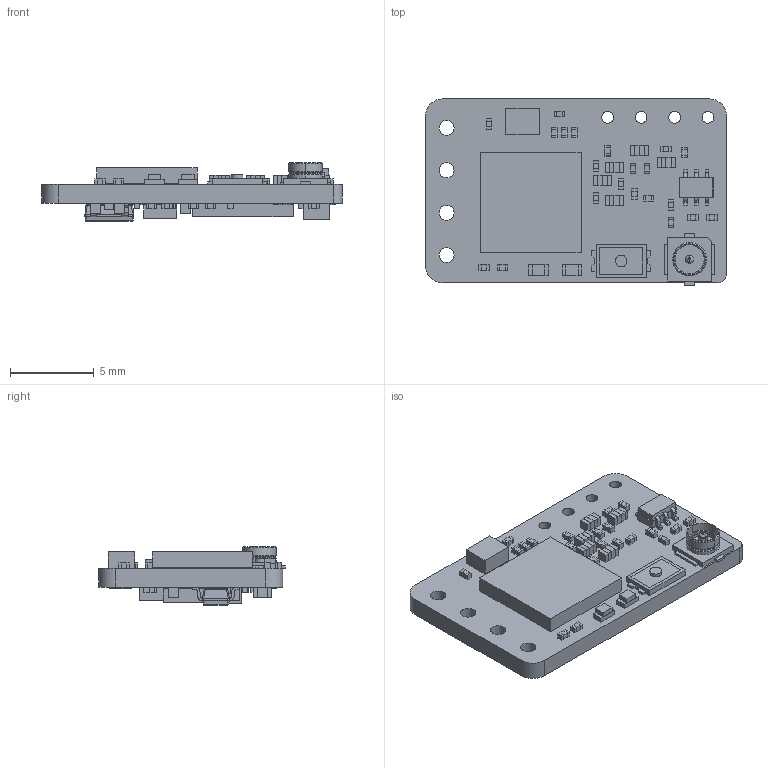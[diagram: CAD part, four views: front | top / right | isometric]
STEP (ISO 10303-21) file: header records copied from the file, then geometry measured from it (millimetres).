
FILE_DESCRIPTION(('Open CASCADE Model'),'2;1');
FILE_NAME('Open CASCADE Shape Model','2021-09-09T16:38:42',('Author'),( 'Open CASCADE'),'Open CASCADE STEP processor 6.8','Open CASCADE 6.8' ,'Unknown');
FILE_SCHEMA(('AUTOMOTIVE_DESIGN { 1 0 10303 214 1 1 1 1 }'));
Length unit declared in the file: millimetre
Products named in the file (132): PCB; Board; Open CASCADE STEP translator 6.8 1.1.1; U5; 6287403312; Extruded; U2; 6-lead_SC-70; J1; MCRF; Q2; 6288591680; U6; 6287403152; U3; DBV0005A_(1); BODY_MF05A; LEAD_MF05F; C2; 6288591360; 6288591120; R12; 6288590960; 6288590800; 6287417952; Q1; 6287417792; R1; 6287417632; 6287417472; 6287417312; L1; 6287417152; 6287416992; 6287416832; 6287416672; C28; 6287416352; R7; 6287416112 ...
Assembly tree (272 placements, depth 4):
  PCB
    Board
      Open CASCADE STEP translator 6.8 1.1.1
    U5
      6287403312
        Extruded
    U2
      6-lead_SC-70
    J1
      MCRF
    Q2
      6288591680
        Extruded
    U6
      6287403152
        Extruded
    U3
      DBV0005A_(1)
        BODY_MF05A
        LEAD_MF05F  x5
    C2
      6288591360  x2
        Extruded
      6288591120
        Extruded
    R12
      6288590960
        Extruded
      6288590800
        Extruded
      6287417952
        Extruded
    Q1
      6287417792
        Extruded
    R1
      6287417632
        Extruded
      6287417472
        Extruded
      6287417312
        Extruded
    L1
      6287417152
        Extruded
      6287416992
        Extruded
      6287416832
        Extruded
      6287416672  x2
        Extruded
    C28
      6288591120
        Extruded
      6287416352  x2
        Extruded
    R7
      6287416112  x2
        Extruded
      6287415952
Bounding box: 18 x 11.14 x 3.5 mm (x, y, z)
Volume: 311 mm3; surface area: 927.3 mm2
Topology: 179 solids, 179 shells, 1284 faces, 2725 edges, 1802 vertices
Faces by surface type: plane 1168, cylinder 96, cone 10, sphere 8, revolution 2
Full cylindrical faces by diameter (mm): 0.7 x5, 0.9 x4, 1.2 x5
Entity records: 15642 total; most frequent: DIRECTION 2471, CARTESIAN_POINT 2424, ORIENTED_EDGE 1946, EDGE_CURVE 973, AXIS2_PLACEMENT_3D 831, LINE 807, VECTOR 807, VERTEX_POINT 634
